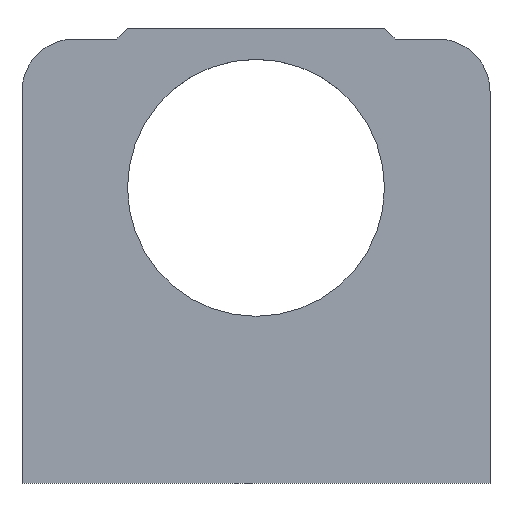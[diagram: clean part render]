
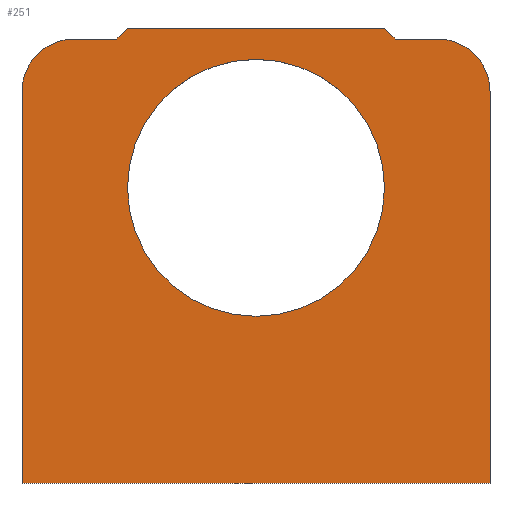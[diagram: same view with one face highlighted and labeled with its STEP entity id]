
A CAD part, top view. The second image highlights one B-rep face of the part: STEP entity #251.
In plain terms, the highlighted planar face has unit normal (0, 0, 1).
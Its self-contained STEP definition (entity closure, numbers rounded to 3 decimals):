
#16=FACE_BOUND('',#54,.T.);
#26=PLANE('',#290);
#39=FACE_OUTER_BOUND('',#53,.T.);
#53=EDGE_LOOP('',(#225,#226,#227,#228,#229,#230,#231,#232,#233,#234));
#54=EDGE_LOOP('',(#235));
#58=LINE('',#372,#85);
#61=LINE('',#378,#88);
#65=LINE('',#390,#92);
#68=LINE('',#396,#95);
#71=LINE('',#402,#98);
#74=LINE('',#408,#101);
#77=LINE('',#414,#104);
#81=LINE('',#424,#108);
#85=VECTOR('',#304,13.46);
#88=VECTOR('',#309,11.28);
#92=VECTOR('',#321,1.23);
#95=VECTOR('',#326,0.424);
#98=VECTOR('',#331,7.4);
#101=VECTOR('',#336,0.424);
#104=VECTOR('',#341,1.23);
#108=VECTOR('',#353,11.28);
#110=CIRCLE('',#274,3.695);
#112=CIRCLE('',#279,1.5);
#114=CIRCLE('',#287,1.5);
#116=VERTEX_POINT('',#362);
#119=VERTEX_POINT('',#369);
#120=VERTEX_POINT('',#371);
#122=VERTEX_POINT('',#377);
#124=VERTEX_POINT('',#383);
#126=VERTEX_POINT('',#389);
#128=VERTEX_POINT('',#395);
#130=VERTEX_POINT('',#401);
#132=VERTEX_POINT('',#407);
#134=VERTEX_POINT('',#413);
#136=VERTEX_POINT('',#419);
#139=EDGE_CURVE('',#116,#116,#110,.T.);
#142=EDGE_CURVE('',#120,#119,#58,.T.);
#145=EDGE_CURVE('',#122,#120,#61,.T.);
#148=EDGE_CURVE('',#124,#122,#112,.T.);
#151=EDGE_CURVE('',#126,#124,#65,.T.);
#154=EDGE_CURVE('',#128,#126,#68,.T.);
#157=EDGE_CURVE('',#130,#128,#71,.T.);
#160=EDGE_CURVE('',#132,#130,#74,.T.);
#163=EDGE_CURVE('',#134,#132,#77,.T.);
#166=EDGE_CURVE('',#136,#134,#114,.T.);
#169=EDGE_CURVE('',#119,#136,#81,.T.);
#225=ORIENTED_EDGE('',*,*,#169,.T.);
#226=ORIENTED_EDGE('',*,*,#166,.T.);
#227=ORIENTED_EDGE('',*,*,#163,.T.);
#228=ORIENTED_EDGE('',*,*,#160,.T.);
#229=ORIENTED_EDGE('',*,*,#157,.T.);
#230=ORIENTED_EDGE('',*,*,#154,.T.);
#231=ORIENTED_EDGE('',*,*,#151,.T.);
#232=ORIENTED_EDGE('',*,*,#148,.T.);
#233=ORIENTED_EDGE('',*,*,#145,.T.);
#234=ORIENTED_EDGE('',*,*,#142,.T.);
#235=ORIENTED_EDGE('',*,*,#139,.T.);
#251=ADVANCED_FACE('',(#39,#16),#26,.T.);
#274=AXIS2_PLACEMENT_3D('',#364,#298,#299);
#279=AXIS2_PLACEMENT_3D('',#384,#315,#316);
#287=AXIS2_PLACEMENT_3D('',#420,#347,#348);
#290=AXIS2_PLACEMENT_3D('',#426,#356,#357);
#298=DIRECTION('center_axis',(0.,0.,-1.));
#299=DIRECTION('ref_axis',(-1.,0.,0.));
#304=DIRECTION('',(1.,0.,0.));
#309=DIRECTION('',(0.,-1.,0.));
#315=DIRECTION('center_axis',(0.,0.,1.));
#316=DIRECTION('ref_axis',(0.,-1.,0.));
#321=DIRECTION('',(-1.,0.,0.));
#326=DIRECTION('',(-0.707,-0.707,0.));
#331=DIRECTION('',(-1.,0.,0.));
#336=DIRECTION('',(-0.707,0.707,0.));
#341=DIRECTION('',(-1.,0.,0.));
#347=DIRECTION('center_axis',(0.,0.,1.));
#348=DIRECTION('ref_axis',(-1.,0.,0.));
#353=DIRECTION('',(0.,1.,0.));
#356=DIRECTION('center_axis',(0.,0.,1.));
#357=DIRECTION('ref_axis',(1.,0.,0.));
#362=CARTESIAN_POINT('',(3.695,4.592,0.635));
#364=CARTESIAN_POINT('Origin',(0.,4.592,0.635));
#369=CARTESIAN_POINT('',(6.73,-3.907,0.635));
#371=CARTESIAN_POINT('',(-6.73,-3.907,0.635));
#372=CARTESIAN_POINT('',(6.73,-3.907,0.635));
#377=CARTESIAN_POINT('',(-6.73,7.373,0.635));
#378=CARTESIAN_POINT('',(-6.73,-3.907,0.635));
#383=CARTESIAN_POINT('',(-5.23,8.873,0.635));
#384=CARTESIAN_POINT('Origin',(-5.23,7.373,0.635));
#389=CARTESIAN_POINT('',(-4.,8.873,0.635));
#390=CARTESIAN_POINT('',(-5.23,8.873,0.635));
#395=CARTESIAN_POINT('',(-3.7,9.173,0.635));
#396=CARTESIAN_POINT('',(-4.,8.873,0.635));
#401=CARTESIAN_POINT('',(3.7,9.173,0.635));
#402=CARTESIAN_POINT('',(-3.7,9.173,0.635));
#407=CARTESIAN_POINT('',(4.,8.873,0.635));
#408=CARTESIAN_POINT('',(3.7,9.173,0.635));
#413=CARTESIAN_POINT('',(5.23,8.873,0.635));
#414=CARTESIAN_POINT('',(4.2,8.873,0.635));
#419=CARTESIAN_POINT('',(6.73,7.373,0.635));
#420=CARTESIAN_POINT('Origin',(5.23,7.373,0.635));
#424=CARTESIAN_POINT('',(6.73,7.373,0.635));
#426=CARTESIAN_POINT('Origin',(0.,2.254,0.635));
